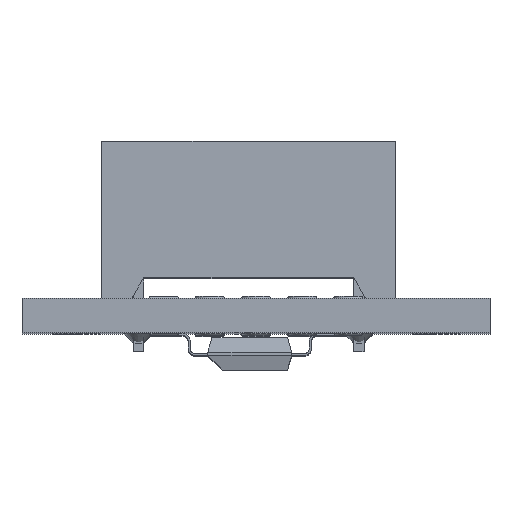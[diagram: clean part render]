
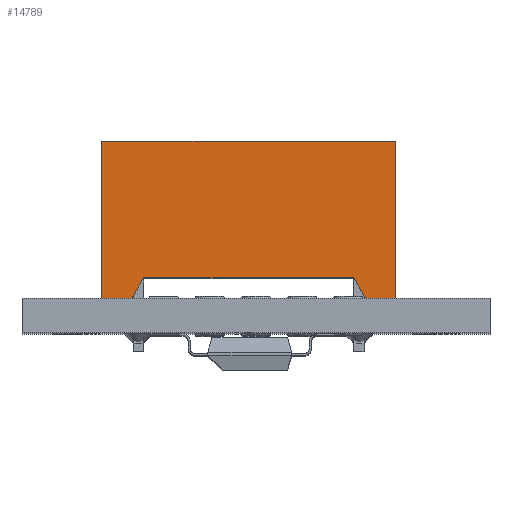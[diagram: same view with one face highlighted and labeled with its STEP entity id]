
A CAD part, top view. The second image highlights one B-rep face of the part: STEP entity #14789.
In plain terms, the highlighted face is planar.
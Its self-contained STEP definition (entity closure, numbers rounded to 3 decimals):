
#1619=FACE_OUTER_BOUND('',#2652,.T.);
#2652=EDGE_LOOP('',(#11483,#11484,#11485,#11486,#11487,#11488,#11489,#11490));
#3370=LINE('',#22478,#4824);
#3744=LINE('',#23632,#5198);
#3749=LINE('',#23643,#5203);
#3754=LINE('',#23652,#5208);
#3772=LINE('',#23687,#5226);
#3773=LINE('',#23688,#5227);
#3774=LINE('',#23689,#5228);
#3775=LINE('',#23690,#5229);
#4824=VECTOR('',#18153,14.);
#5198=VECTOR('',#19195,10.);
#5203=VECTOR('',#19202,1.423);
#5208=VECTOR('',#19209,7.5);
#5226=VECTOR('',#19235,1.423);
#5227=VECTOR('',#19236,1.155);
#5228=VECTOR('',#19237,1.155);
#5229=VECTOR('',#19238,7.5);
#6356=VERTEX_POINT('',#22475);
#6357=VERTEX_POINT('',#22477);
#6802=VERTEX_POINT('',#23629);
#6803=VERTEX_POINT('',#23631);
#6807=VERTEX_POINT('',#23640);
#6808=VERTEX_POINT('',#23642);
#6811=VERTEX_POINT('',#23650);
#6824=VERTEX_POINT('',#23686);
#7918=EDGE_CURVE('',#6357,#6356,#3370,.T.);
#8486=EDGE_CURVE('',#6803,#6802,#3744,.T.);
#8491=EDGE_CURVE('',#6807,#6808,#3749,.T.);
#8496=EDGE_CURVE('',#6356,#6811,#3754,.T.);
#8514=EDGE_CURVE('',#6824,#6811,#3772,.T.);
#8515=EDGE_CURVE('',#6824,#6803,#3773,.F.);
#8516=EDGE_CURVE('',#6802,#6808,#3774,.T.);
#8517=EDGE_CURVE('',#6357,#6807,#3775,.T.);
#11483=ORIENTED_EDGE('',*,*,#8514,.F.);
#11484=ORIENTED_EDGE('',*,*,#8515,.T.);
#11485=ORIENTED_EDGE('',*,*,#8486,.T.);
#11486=ORIENTED_EDGE('',*,*,#8516,.T.);
#11487=ORIENTED_EDGE('',*,*,#8491,.F.);
#11488=ORIENTED_EDGE('',*,*,#8517,.F.);
#11489=ORIENTED_EDGE('',*,*,#7918,.T.);
#11490=ORIENTED_EDGE('',*,*,#8496,.T.);
#13933=PLANE('',#16199);
#14789=ADVANCED_FACE('',(#1619),#13933,.T.);
#16199=AXIS2_PLACEMENT_3D('',#23685,#19233,#19234);
#18153=DIRECTION('',(0.,1.,0.));
#19195=DIRECTION('',(0.,-1.,0.));
#19202=DIRECTION('',(0.,1.,0.));
#19209=DIRECTION('',(0.,0.,-1.));
#19233=DIRECTION('center_axis',(-1.,0.,0.));
#19234=DIRECTION('ref_axis',(0.,0.,1.));
#19235=DIRECTION('',(0.,1.,0.));
#19236=DIRECTION('',(0.,0.5,-0.866));
#19237=DIRECTION('',(0.,-0.5,-0.866));
#19238=DIRECTION('',(0.,0.,-1.));
#22475=CARTESIAN_POINT('',(-15.,7.,7.5));
#22477=CARTESIAN_POINT('',(-15.,-7.,7.5));
#22478=CARTESIAN_POINT('',(-15.,-7.,7.5));
#23629=CARTESIAN_POINT('',(-15.,-5.,1.));
#23631=CARTESIAN_POINT('',(-15.,5.,1.));
#23632=CARTESIAN_POINT('',(-15.,5.,1.));
#23640=CARTESIAN_POINT('',(-15.,-7.,0.));
#23642=CARTESIAN_POINT('',(-15.,-5.577,0.));
#23643=CARTESIAN_POINT('',(-15.,-7.,0.));
#23650=CARTESIAN_POINT('',(-15.,7.,0.));
#23652=CARTESIAN_POINT('',(-15.,7.,7.5));
#23685=CARTESIAN_POINT('Origin',(-15.,-7.,7.5));
#23686=CARTESIAN_POINT('',(-15.,5.577,0.));
#23687=CARTESIAN_POINT('',(-15.,5.577,0.));
#23688=CARTESIAN_POINT('',(-15.,5.,1.));
#23689=CARTESIAN_POINT('',(-15.,-5.,1.));
#23690=CARTESIAN_POINT('',(-15.,-7.,7.5));
